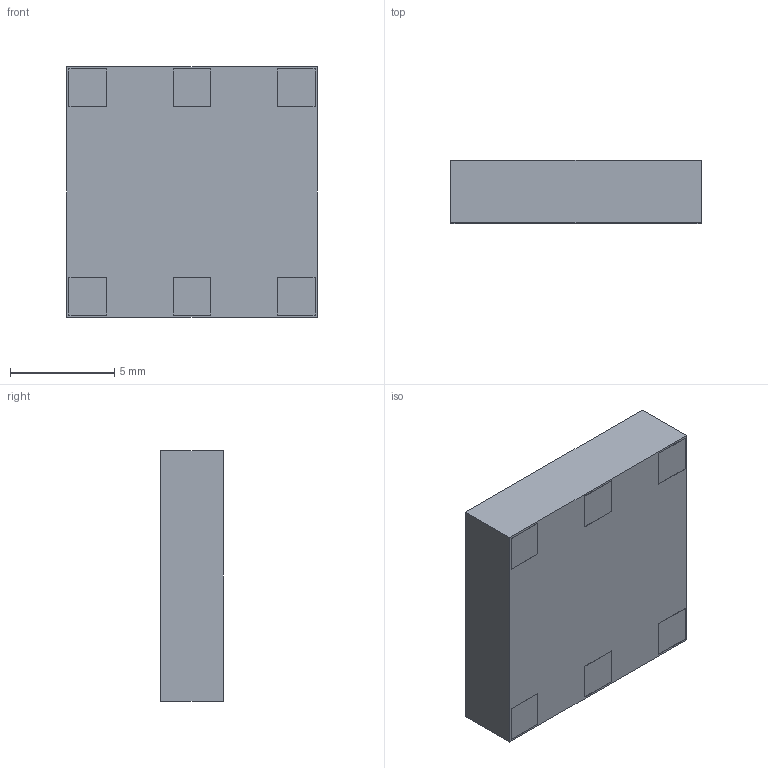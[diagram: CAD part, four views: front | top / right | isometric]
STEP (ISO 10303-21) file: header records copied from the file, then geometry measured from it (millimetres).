
FILE_DESCRIPTION (( 'STEP AP214' ), '1' );
FILE_NAME ('UWC.20_Web.STEP', '2022-03-15T15:53:05', ( '' ), ( '' ), 'SwSTEP 2.0', 'SolidWorks 2018', '' );
FILE_SCHEMA (( 'AUTOMOTIVE_DESIGN' ));
Length unit declared in the file: millimetre
Products named in the file (1): UWC.20_Web
Bounding box: 12 x 3.02 x 12 mm (x, y, z)
Volume: 432.3 mm3; surface area: 433.4 mm2
Topology: 1 solids, 1 shells, 200 faces, 522 edges, 348 vertices
Faces by surface type: plane 136, bspline 60, cylinder 4
Entity records: 9098 total; most frequent: CARTESIAN_POINT 4211, ORIENTED_EDGE 1044, DIRECTION 692, EDGE_CURVE 522, LINE 394, VECTOR 394, VERTEX_POINT 348, EDGE_LOOP 224
